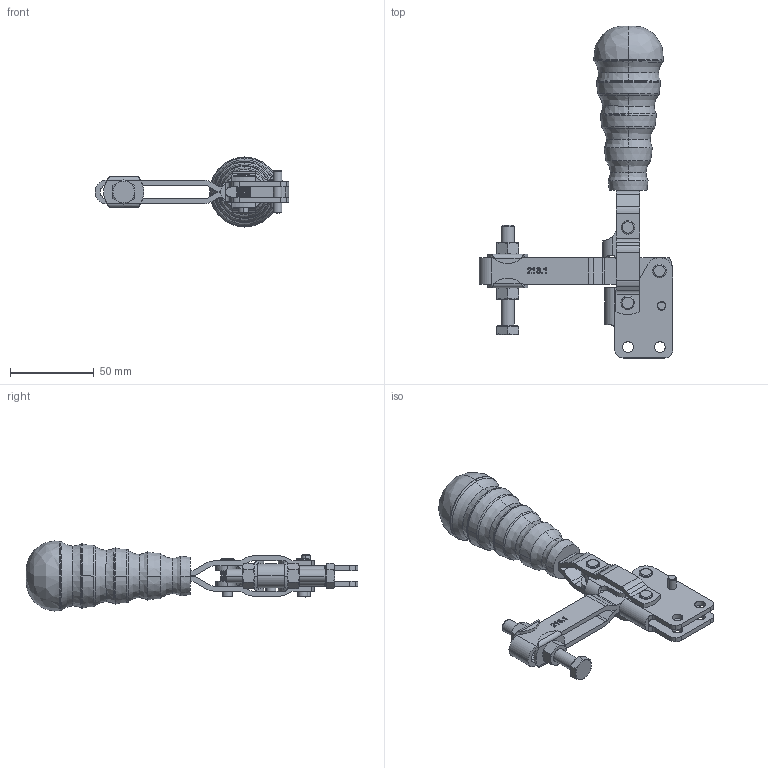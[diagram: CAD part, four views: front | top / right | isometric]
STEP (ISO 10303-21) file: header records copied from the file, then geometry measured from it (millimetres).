
FILE_DESCRIPTION((''),'2;1');
FILE_NAME('213.1.stp','2005-08-29T15:06:03',('CAD'),(''),'Autodesk Inventor 8','Autodesk Inventor 8','');
FILE_SCHEMA(('AUTOMOTIVE_DESIGN { 1 0 10303 214 1 1 1 1 }'));
Length unit declared in the file: millimetre
Products named in the file (1): Part9
Bounding box: 115.75 x 198.39 x 41.84 mm (x, y, z)
Volume: 118115.7 mm3; surface area: 40355.9 mm2
Topology: 1 solids, 5 shells, 1158 faces, 3772 edges, 2281 vertices
Faces by surface type: plane 446, cone 358, cylinder 220, bspline 110, torus 22, sphere 2
Entity records: 45003 total; most frequent: CARTESIAN_POINT 12817, ORIENTED_EDGE 7520, DIRECTION 6553, EDGE_CURVE 3760, AXIS2_PLACEMENT_3D 2488, VERTEX_POINT 2281, VECTOR 1577, LINE 1577
